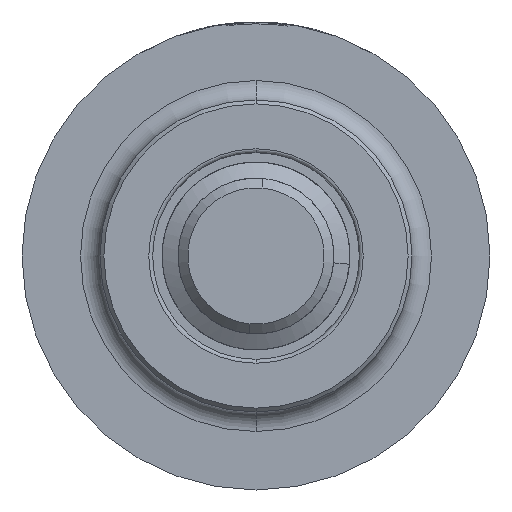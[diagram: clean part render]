
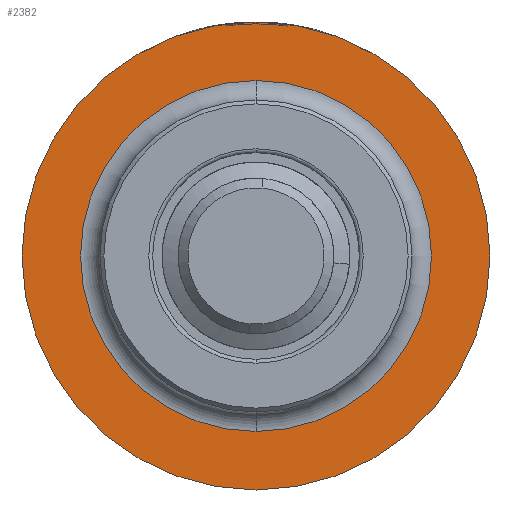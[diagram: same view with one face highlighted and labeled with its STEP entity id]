
A CAD part, front view. The second image highlights one B-rep face of the part: STEP entity #2382.
In plain terms, the highlighted planar face has unit normal (0, -1, 0).
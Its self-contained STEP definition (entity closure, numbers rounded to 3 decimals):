
#430 = PLANE ( 'NONE',  #5854 ) ;
#519 = CIRCLE ( 'NONE', #5384, 12. ) ;
#552 = CARTESIAN_POINT ( 'NONE',  ( 0., 9.42, 0. ) ) ;
#585 = EDGE_CURVE ( 'NONE', #4913, #4380, #624, .T. ) ;
#604 = DIRECTION ( 'NONE',  ( 0., -1., 0. ) ) ;
#624 = CIRCLE ( 'NONE', #1623, 9. ) ;
#669 = VERTEX_POINT ( 'NONE', #5670 ) ;
#796 = EDGE_CURVE ( 'NONE', #669, #1144, #519, .T. ) ;
#818 = CARTESIAN_POINT ( 'NONE',  ( 0., 9.42, 9. ) ) ;
#1066 = DIRECTION ( 'NONE',  ( 0., 0., -1. ) ) ;
#1087 = CIRCLE ( 'NONE', #2620, 9. ) ;
#1144 = VERTEX_POINT ( 'NONE', #2319 ) ;
#1249 = AXIS2_PLACEMENT_3D ( 'NONE', #5070, #1358, #6978 ) ;
#1358 = DIRECTION ( 'NONE',  ( 0., -1., 0. ) ) ;
#1386 = DIRECTION ( 'NONE',  ( 0., -1., 0. ) ) ;
#1623 = AXIS2_PLACEMENT_3D ( 'NONE', #552, #604, #4886 ) ;
#2098 = CARTESIAN_POINT ( 'NONE',  ( 0., 9.42, 0. ) ) ;
#2296 = CARTESIAN_POINT ( 'NONE',  ( 9., 9.42, 0. ) ) ;
#2319 = CARTESIAN_POINT ( 'NONE',  ( 0., 9.42, -12. ) ) ;
#2382 = ADVANCED_FACE ( 'NONE', ( #6262, #3023 ), #430, .T. ) ;
#2620 = AXIS2_PLACEMENT_3D ( 'NONE', #3877, #1386, #7504 ) ;
#2786 = EDGE_LOOP ( 'NONE', ( #3411, #5908 ) ) ;
#3023 = FACE_BOUND ( 'NONE', #3576, .T. ) ;
#3242 = EDGE_CURVE ( 'NONE', #1144, #669, #4896, .T. ) ;
#3411 = ORIENTED_EDGE ( 'NONE', *, *, #3242, .T. ) ;
#3576 = EDGE_LOOP ( 'NONE', ( #4751, #5012 ) ) ;
#3877 = CARTESIAN_POINT ( 'NONE',  ( 0., 9.42, 0. ) ) ;
#4380 = VERTEX_POINT ( 'NONE', #6301 ) ;
#4535 = EDGE_CURVE ( 'NONE', #4380, #4913, #1087, .T. ) ;
#4650 = DIRECTION ( 'NONE',  ( 0., -1., 0. ) ) ;
#4751 = ORIENTED_EDGE ( 'NONE', *, *, #4535, .F. ) ;
#4886 = DIRECTION ( 'NONE',  ( 0., 0., -1. ) ) ;
#4896 = CIRCLE ( 'NONE', #1249, 12. ) ;
#4913 = VERTEX_POINT ( 'NONE', #818 ) ;
#5012 = ORIENTED_EDGE ( 'NONE', *, *, #585, .F. ) ;
#5070 = CARTESIAN_POINT ( 'NONE',  ( 0., 9.42, 0. ) ) ;
#5384 = AXIS2_PLACEMENT_3D ( 'NONE', #2098, #4650, #7659 ) ;
#5670 = CARTESIAN_POINT ( 'NONE',  ( 0., 9.42, 12. ) ) ;
#5854 = AXIS2_PLACEMENT_3D ( 'NONE', #2296, #5953, #1066 ) ;
#5908 = ORIENTED_EDGE ( 'NONE', *, *, #796, .T. ) ;
#5953 = DIRECTION ( 'NONE',  ( 0., -1., 0. ) ) ;
#6262 = FACE_OUTER_BOUND ( 'NONE', #2786, .T. ) ;
#6301 = CARTESIAN_POINT ( 'NONE',  ( 0., 9.42, -9. ) ) ;
#6978 = DIRECTION ( 'NONE',  ( 0., 0., -1. ) ) ;
#7504 = DIRECTION ( 'NONE',  ( 0., 0., -1. ) ) ;
#7659 = DIRECTION ( 'NONE',  ( 0., 0., -1. ) ) ;
